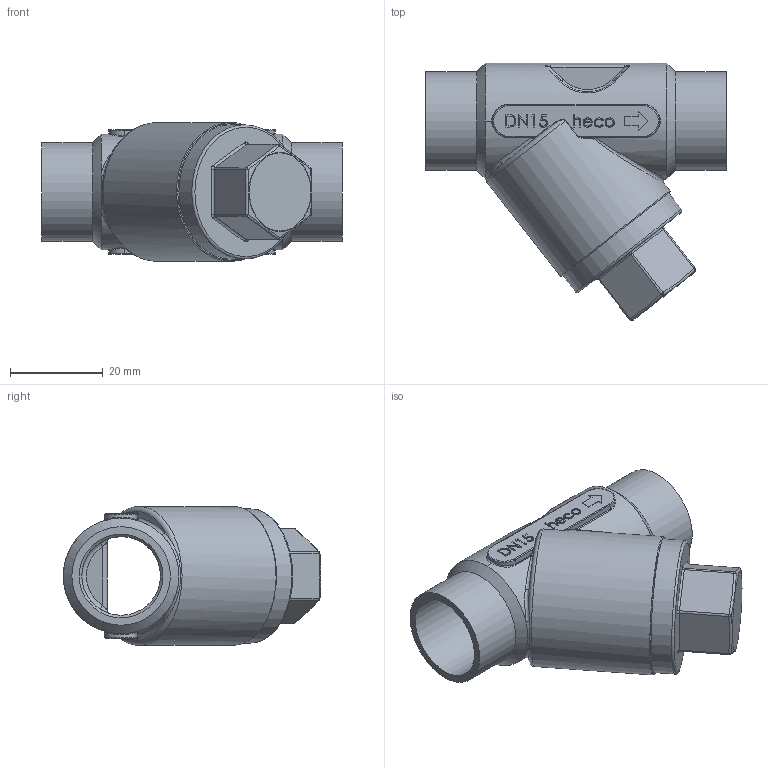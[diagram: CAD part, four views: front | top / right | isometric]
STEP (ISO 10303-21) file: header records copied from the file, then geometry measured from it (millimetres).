
FILE_DESCRIPTION (( 'STEP AP214' ), '1' );
FILE_NAME ('SF-012-00S-4 Schmutzfänger Anschweißende 2101.STEP', '2021-01-13T13:54:13', ( '' ), ( '' ), 'SwSTEP 2.0', 'SolidWorks 2019', '' );
FILE_SCHEMA (( 'AUTOMOTIVE_DESIGN' ));
Length unit declared in the file: millimetre
Products named in the file (1): SF-012-00S-4 Schmutzfänger Anschweißende 2101
Bounding box: 65 x 55.65 x 29.98 mm (x, y, z)
Volume: 33978.8 mm3; surface area: 11943 mm2
Topology: 1 solids, 1 shells, 451 faces, 1128 edges, 717 vertices
Faces by surface type: bspline 190, plane 177, cylinder 55, torus 18, sphere 6, cone 5
Full cylindrical faces by diameter (mm): 17 x1, 18.1 x2, 21.3 x2, 25 x1, 29 x1, 30 x1
Entity records: 26573 total; most frequent: CARTESIAN_POINT 14023, ORIENTED_EDGE 2212, DIRECTION 1388, EDGE_CURVE 1106, VERTEX_POINT 712, LINE 576, VECTOR 576, EDGE_LOOP 506
